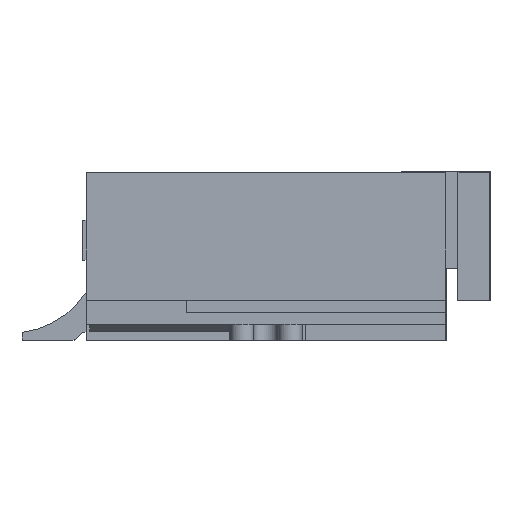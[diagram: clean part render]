
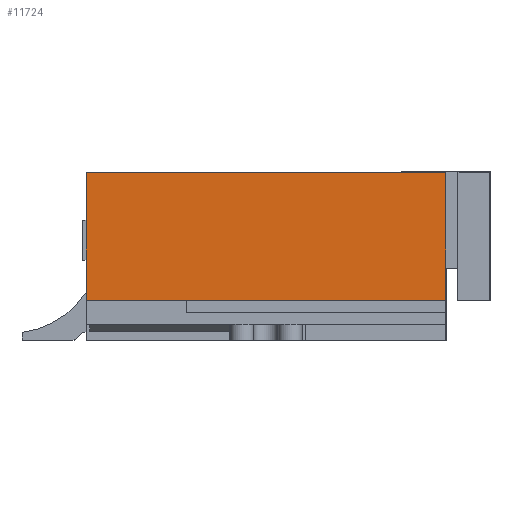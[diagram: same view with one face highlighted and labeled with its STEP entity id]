
A CAD part, left-side view. The second image highlights one B-rep face of the part: STEP entity #11724.
In plain terms, the highlighted planar face has unit normal (-1, 0, 0).
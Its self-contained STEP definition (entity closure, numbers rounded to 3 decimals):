
#11724=ADVANCED_FACE('',(#20796),#20798,.F.);
#20796=FACE_BOUND('',#20797,.T.);
#20797=EDGE_LOOP('',(#28783,#28784,#28785,#28786));
#20798=PLANE('',#20799);
#20799=AXIS2_PLACEMENT_3D('',#20800,#20801,#20802);
#20800=CARTESIAN_POINT('',(-2.4,0.,0.));
#20801=DIRECTION('',(1.,0.,0.));
#20802=DIRECTION('',(0.,1.,0.));
#28783=ORIENTED_EDGE('',*,*,#32777,.F.);
#28784=ORIENTED_EDGE('',*,*,#32774,.F.);
#28785=ORIENTED_EDGE('',*,*,#32771,.F.);
#28786=ORIENTED_EDGE('',*,*,#32767,.F.);
#32767=EDGE_CURVE('',#39312,#39313,#39314,.T.);
#32771=EDGE_CURVE('',#39313,#39320,#39321,.T.);
#32774=EDGE_CURVE('',#39320,#39325,#39326,.T.);
#32777=EDGE_CURVE('',#39325,#39312,#39330,.T.);
#39312=VERTEX_POINT('',#54097);
#39313=VERTEX_POINT('',#54098);
#39314=LINE('',#54099,#54100);
#39320=VERTEX_POINT('',#54113);
#39321=LINE('',#54114,#54115);
#39325=VERTEX_POINT('',#54124);
#39326=LINE('',#54125,#54126);
#39330=LINE('',#54135,#54136);
#54097=CARTESIAN_POINT('',(-2.4,-5.25,0.5));
#54098=CARTESIAN_POINT('',(-2.4,-0.75,0.5));
#54099=CARTESIAN_POINT('',(-2.4,-5.25,0.5));
#54100=VECTOR('',#54101,1.);
#54101=DIRECTION('',(0.,1.,0.));
#54113=CARTESIAN_POINT('',(-2.4,-0.75,2.1));
#54114=CARTESIAN_POINT('',(-2.4,-0.75,0.5));
#54115=VECTOR('',#54116,1.);
#54116=DIRECTION('',(0.,0.,1.));
#54124=CARTESIAN_POINT('',(-2.4,-5.25,2.1));
#54125=CARTESIAN_POINT('',(-2.4,-0.75,2.1));
#54126=VECTOR('',#54127,1.);
#54127=DIRECTION('',(0.,-1.,0.));
#54135=CARTESIAN_POINT('',(-2.4,-5.25,2.1));
#54136=VECTOR('',#54137,1.);
#54137=DIRECTION('',(0.,0.,-1.));
